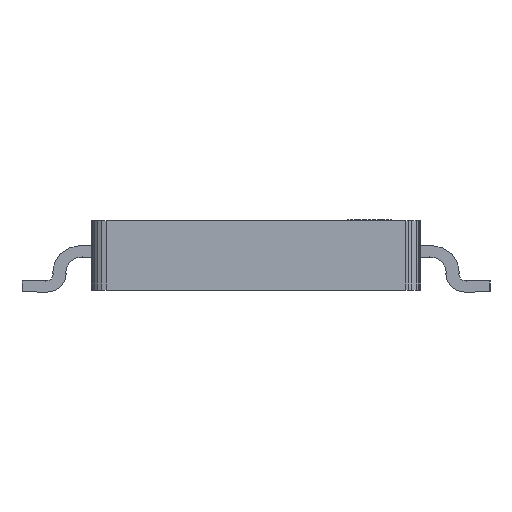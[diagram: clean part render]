
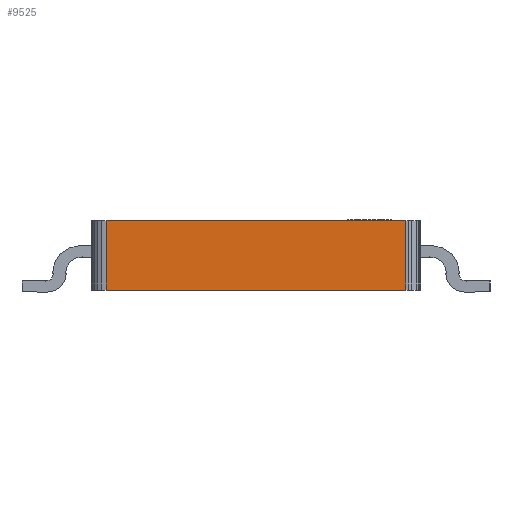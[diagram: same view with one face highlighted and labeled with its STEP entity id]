
A CAD part, left-side view. The second image highlights one B-rep face of the part: STEP entity #9525.
In plain terms, the highlighted planar face has unit normal (-1, 0, 0).
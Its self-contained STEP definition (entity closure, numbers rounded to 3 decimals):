
#1518 = VERTEX_POINT('',#1519);
#1519 = CARTESIAN_POINT('',(-4.85,2.05,0.983));
#1527 = EDGE_CURVE('',#1528,#1518,#1530,.T.);
#1528 = VERTEX_POINT('',#1529);
#1529 = CARTESIAN_POINT('',(-4.85,-2.05,0.983));
#1530 = LINE('',#1531,#1532);
#1531 = CARTESIAN_POINT('',(-4.85,-2.05,0.983));
#1532 = VECTOR('',#1533,1.);
#1533 = DIRECTION('',(0.,1.,0.));
#1764 = VERTEX_POINT('',#1765);
#1765 = CARTESIAN_POINT('',(-4.85,2.05,0.033)
  );
#1964 = VERTEX_POINT('',#1965);
#1965 = CARTESIAN_POINT('',(-4.85,-2.05,0.033
    ));
#1971 = EDGE_CURVE('',#1764,#1964,#1972,.T.);
#1972 = LINE('',#1973,#1974);
#1973 = CARTESIAN_POINT('',(-4.85,2.05,0.033)
  );
#1974 = VECTOR('',#1975,1.);
#1975 = DIRECTION('',(0.,-1.,0.));
#9514 = EDGE_CURVE('',#1518,#1764,#9515,.T.);
#9515 = LINE('',#9516,#9517);
#9516 = CARTESIAN_POINT('',(-4.85,2.05,0.033)
  );
#9517 = VECTOR('',#9518,1.);
#9518 = DIRECTION('',(0.,0.,-1.));
#9525 = ADVANCED_FACE('',(#9526),#9537,.T.);
#9526 = FACE_BOUND('',#9527,.T.);
#9527 = EDGE_LOOP('',(#9528,#9529,#9530,#9536));
#9528 = ORIENTED_EDGE('',*,*,#9514,.T.);
#9529 = ORIENTED_EDGE('',*,*,#1971,.T.);
#9530 = ORIENTED_EDGE('',*,*,#9531,.T.);
#9531 = EDGE_CURVE('',#1964,#1528,#9532,.T.);
#9532 = LINE('',#9533,#9534);
#9533 = CARTESIAN_POINT('',(-4.85,-2.05,0.033
    ));
#9534 = VECTOR('',#9535,1.);
#9535 = DIRECTION('',(0.,0.,1.));
#9536 = ORIENTED_EDGE('',*,*,#1527,.T.);
#9537 = PLANE('',#9538);
#9538 = AXIS2_PLACEMENT_3D('',#9539,#9540,#9541);
#9539 = CARTESIAN_POINT('',(-4.85,-2.05,0.033
    ));
#9540 = DIRECTION('',(-1.,0.,0.));
#9541 = DIRECTION('',(0.,-1.,0.));
